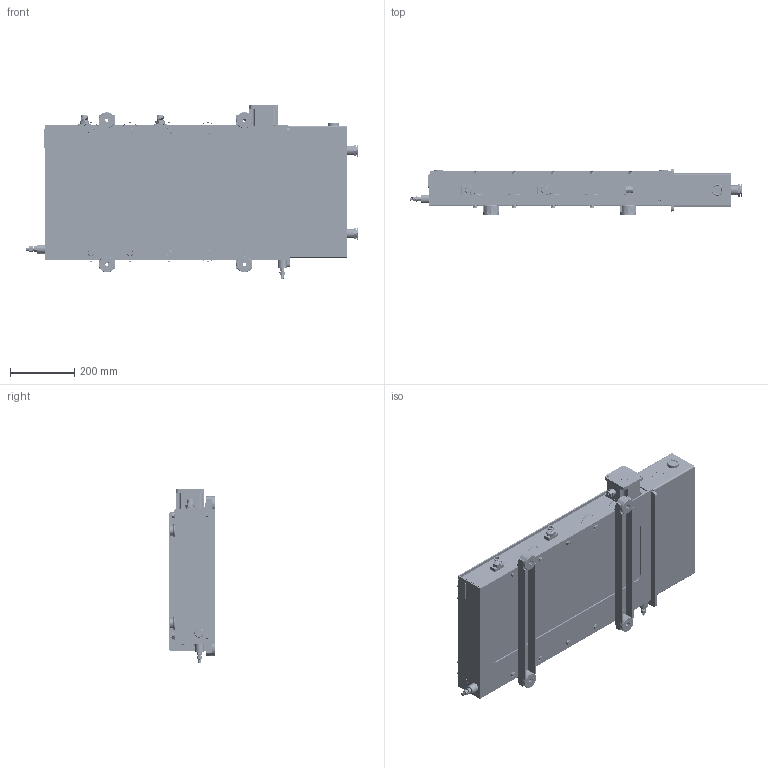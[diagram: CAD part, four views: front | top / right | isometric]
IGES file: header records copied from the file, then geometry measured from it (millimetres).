
Start section: SolidWorks IGES file using analytic representation for surfaces
Global section: file name: ÐÑÌÊ-1Â IP65.IGS; native system: SolidWorks 2020; preprocessor: SolidWorks 2020; author: User; date: 240403.143544; units: millimetre
Bounding box: 1035.56 x 145 x 541.99 mm (x, y, z)
Surface area: 2697613 mm2 (no closed solid volume)
Topology: 0 solids, 0 shells, 5012 faces, 73615 edges, 73559 vertices
Faces by surface type: bspline 2729, revolution 2283
